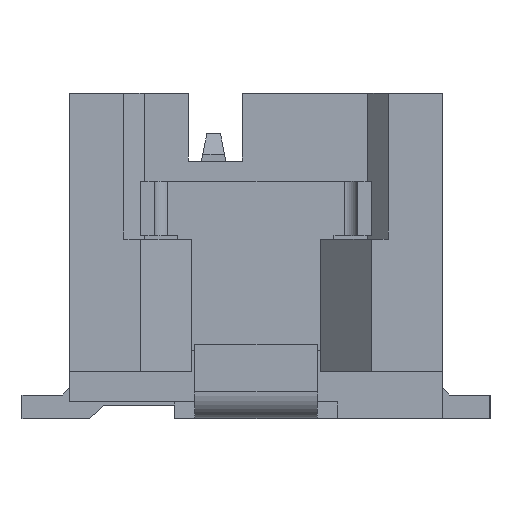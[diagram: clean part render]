
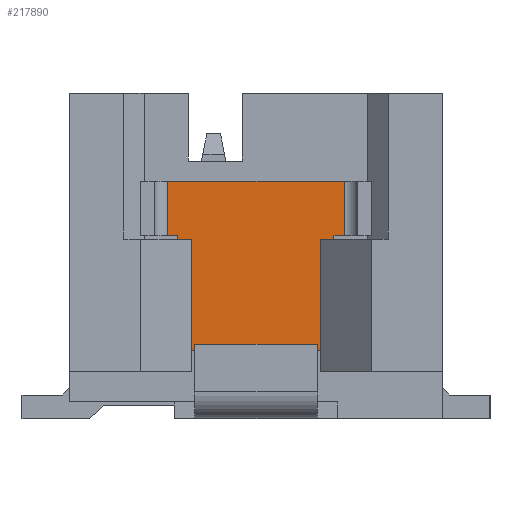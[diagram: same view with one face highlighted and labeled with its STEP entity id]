
A CAD part, left-side view. The second image highlights one B-rep face of the part: STEP entity #217890.
In plain terms, the highlighted planar face has unit normal (-1, 0, 0).
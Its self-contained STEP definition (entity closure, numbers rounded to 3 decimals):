
#73030=CARTESIAN_POINT('',(-28.274,-2.919,0.4));
#73040=DIRECTION('',(0.,1.,0.));
#73050=VECTOR('',#73040,1.);
#73060=LINE('',#73030,#73050);
#73070=CARTESIAN_POINT('',(-28.274,-2.119,0.4));
#73080=VERTEX_POINT('',#73070);
#73090=CARTESIAN_POINT('',(-28.274,-1.469,0.4));
#73100=VERTEX_POINT('',#73090);
#73110=EDGE_CURVE('',#73080,#73100,#73060,.T.);
#113660=CARTESIAN_POINT('',(-28.274,-2.119,2.03));
#113670=DIRECTION('',(0.,0.,1.));
#113680=VECTOR('',#113670,1.);
#113690=LINE('',#113660,#113680);
#113700=CARTESIAN_POINT('',(-28.274,-2.119,1.));
#113710=VERTEX_POINT('',#113700);
#113720=EDGE_CURVE('',#73080,#113710,#113690,.T.);
#149940=CARTESIAN_POINT('',(-28.274,-2.419,2.));
#149950=VERTEX_POINT('',#149940);
#149980=CARTESIAN_POINT('',(-28.274,-0.702,2.));
#149990=DIRECTION('',(0.,1.,0.));
#150000=VECTOR('',#149990,1.);
#150010=LINE('',#149980,#150000);
#150020=CARTESIAN_POINT('',(-28.274,-2.369,2.));
#150030=VERTEX_POINT('',#150020);
#150040=EDGE_CURVE('',#149950,#150030,#150010,.T.);
#163080=CARTESIAN_POINT('',(-28.274,-2.419,1.5));
#163090=VERTEX_POINT('',#163080);
#163120=CARTESIAN_POINT('',(-28.274,-0.702,1.5));
#163130=DIRECTION('',(0.,1.,0.));
#163140=VECTOR('',#163130,1.);
#163150=LINE('',#163120,#163140);
#163160=CARTESIAN_POINT('',(-28.274,-2.369,1.5));
#163170=VERTEX_POINT('',#163160);
#163180=EDGE_CURVE('',#163090,#163170,#163150,.T.);
#185070=CARTESIAN_POINT('',(-28.274,-2.419,1.25));
#185080=VERTEX_POINT('',#185070);
#185110=CARTESIAN_POINT('',(-28.274,-2.419,0.));
#185120=DIRECTION('',(0.,0.,-1.));
#185130=VECTOR('',#185120,1.);
#185140=LINE('',#185110,#185130);
#185150=EDGE_CURVE('',#163090,#185080,#185140,.T.);
#185230=CARTESIAN_POINT('',(-28.274,-2.419,1.667));
#185240=VERTEX_POINT('',#185230);
#185270=EDGE_CURVE('',#149950,#185240,#185140,.T.);
#189650=CARTESIAN_POINT('',(-28.274,-0.319,1.));
#189660=VERTEX_POINT('',#189650);
#189690=CARTESIAN_POINT('',(-28.274,-0.319,2.03));
#189700=DIRECTION('',(0.,0.,-1.));
#189710=VECTOR('',#189700,1.);
#189720=LINE('',#189690,#189710);
#189730=CARTESIAN_POINT('',(-28.274,-0.319,0.4));
#189740=VERTEX_POINT('',#189730);
#189750=EDGE_CURVE('',#189660,#189740,#189720,.T.);
#214100=CARTESIAN_POINT('',(-28.274,-0.702,1.));
#214110=DIRECTION('',(0.,-1.,0.));
#214120=VECTOR('',#214110,1.);
#214130=LINE('',#214100,#214120);
#214140=CARTESIAN_POINT('',(-28.274,-0.219,
1.));
#214150=VERTEX_POINT('',#214140);
#214160=EDGE_CURVE('',#214150,#189660,#214130,.T.);
#214380=CARTESIAN_POINT('',(-28.274,-0.969,0.4));
#214390=VERTEX_POINT('',#214380);
#216300=CARTESIAN_POINT('',(-28.274,-2.919,3.5));
#216310=DIRECTION('',(-1.,0.,0.));
#216320=DIRECTION('',(0.,0.,1.));
#216330=AXIS2_PLACEMENT_3D('',#216300,#216310,#216320);
#216340=PLANE('',#216330);
#216350=ORIENTED_EDGE('',*,*,#113720,.T.);
#216360=ORIENTED_EDGE('',*,*,#73110,.F.);
#216370=CARTESIAN_POINT('',(-28.274,-2.588,0.4));
#216380=DIRECTION('',(0.,-1.,0.));
#216390=VECTOR('',#216380,1.);
#216400=LINE('',#216370,#216390);
#216410=EDGE_CURVE('',#214390,#73100,#216400,.T.);
#216420=ORIENTED_EDGE('',*,*,#216410,.T.);
#216430=EDGE_CURVE('',#214390,#189740,#73060,.T.);
#216440=ORIENTED_EDGE('',*,*,#216430,.F.);
#216450=ORIENTED_EDGE('',*,*,#189750,.T.);
#216460=ORIENTED_EDGE('',*,*,#214160,.T.);
#216470=CARTESIAN_POINT('',(-28.274,-0.233,1.2));
#216480=DIRECTION('',(-1.,0.,0.));
#216490=DIRECTION('',(0.,-1.,0.));
#216500=AXIS2_PLACEMENT_3D('',#216470,#216480,#216490);
#216510=CIRCLE('',#216500,0.2);
#216520=CARTESIAN_POINT('',(-28.274,-0.037,
1.161));
#216530=VERTEX_POINT('',#216520);
#216540=EDGE_CURVE('',#216530,#214150,#216510,.T.);
#216550=ORIENTED_EDGE('',*,*,#216540,.T.);
#216560=CARTESIAN_POINT('',(-28.274,0.137,2.03));
#216570=DIRECTION('',(0.,-0.196,
-0.981));
#216580=VECTOR('',#216570,1.);
#216590=LINE('',#216560,#216580);
#216600=CARTESIAN_POINT('',(-28.274,-0.019,1.25));
#216610=VERTEX_POINT('',#216600);
#216620=EDGE_CURVE('',#216610,#216530,#216590,.T.);
#216630=ORIENTED_EDGE('',*,*,#216620,.T.);
#216640=CARTESIAN_POINT('',(-28.274,-0.019,0.));
#216650=DIRECTION('',(0.,0.,1.));
#216660=VECTOR('',#216650,1.);
#216670=LINE('',#216640,#216660);
#216680=CARTESIAN_POINT('',(-28.274,-0.019,1.5));
#216690=VERTEX_POINT('',#216680);
#216700=EDGE_CURVE('',#216610,#216690,#216670,.T.);
#216710=ORIENTED_EDGE('',*,*,#216700,.F.);
#216720=CARTESIAN_POINT('',(-28.274,-0.702,1.5));
#216730=DIRECTION('',(0.,1.,0.));
#216740=VECTOR('',#216730,1.);
#216750=LINE('',#216720,#216740);
#216760=CARTESIAN_POINT('',(-28.274,-0.069,1.5));
#216770=VERTEX_POINT('',#216760);
#216780=EDGE_CURVE('',#216770,#216690,#216750,.T.);
#216790=ORIENTED_EDGE('',*,*,#216780,.T.);
#216800=CARTESIAN_POINT('',(-28.274,0.09,2.03));
#216810=DIRECTION('',(0.,-0.287,
-0.958));
#216820=VECTOR('',#216810,1.);
#216830=LINE('',#216800,#216820);
#216840=CARTESIAN_POINT('',(-28.274,-0.019,
1.667));
#216850=VERTEX_POINT('',#216840);
#216860=EDGE_CURVE('',#216850,#216770,#216830,.T.);
#216870=ORIENTED_EDGE('',*,*,#216860,.T.);
#216880=CARTESIAN_POINT('',(-28.274,-0.019,2.));
#216890=VERTEX_POINT('',#216880);
#216900=EDGE_CURVE('',#216850,#216890,#216670,.T.);
#216910=ORIENTED_EDGE('',*,*,#216900,.F.);
#216920=CARTESIAN_POINT('',(-28.274,-0.702,2.));
#216930=DIRECTION('',(0.,1.,0.));
#216940=VECTOR('',#216930,1.);
#216950=LINE('',#216920,#216940);
#216960=CARTESIAN_POINT('',(-28.274,-0.069,2.));
#216970=VERTEX_POINT('',#216960);
#216980=EDGE_CURVE('',#216970,#216890,#216950,.T.);
#216990=ORIENTED_EDGE('',*,*,#216980,.T.);
#217000=CARTESIAN_POINT('',(-28.274,-0.069,2.03));
#217010=DIRECTION('',(0.,0.,-1.));
#217020=VECTOR('',#217010,1.);
#217030=LINE('',#217000,#217020);
#217040=CARTESIAN_POINT('',(-28.274,-0.069,2.7));
#217050=VERTEX_POINT('',#217040);
#217060=EDGE_CURVE('',#217050,#216970,#217030,.T.);
#217070=ORIENTED_EDGE('',*,*,#217060,.T.);
#217080=CARTESIAN_POINT('',(-28.274,-2.588,2.7));
#217090=DIRECTION('',(0.,-1.,0.));
#217100=VECTOR('',#217090,1.);
#217110=LINE('',#217080,#217100);
#217120=CARTESIAN_POINT('',(-28.274,0.081,2.7));
#217130=VERTEX_POINT('',#217120);
#217140=EDGE_CURVE('',#217130,#217050,#217110,.T.);
#217150=ORIENTED_EDGE('',*,*,#217140,.T.);
#217160=CARTESIAN_POINT('',(-28.274,0.081,
0.05));
#217170=DIRECTION('',(0.,0.,-1.));
#217180=VECTOR('',#217170,1.);
#217190=LINE('',#217160,#217180);
#217200=CARTESIAN_POINT('',(-28.274,0.081,3.5));
#217210=VERTEX_POINT('',#217200);
#217220=EDGE_CURVE('',#217210,#217130,#217190,.T.);
#217230=ORIENTED_EDGE('',*,*,#217220,.T.);
#217240=CARTESIAN_POINT('',(-28.274,-2.588,3.5));
#217250=DIRECTION('',(0.,-1.,0.));
#217260=VECTOR('',#217250,1.);
#217270=LINE('',#217240,#217260);
#217280=CARTESIAN_POINT('',(-28.274,-2.519,3.5));
#217290=VERTEX_POINT('',#217280);
#217300=EDGE_CURVE('',#217210,#217290,#217270,.T.);
#217310=ORIENTED_EDGE('',*,*,#217300,.F.);
#217320=CARTESIAN_POINT('',(-28.274,-2.519,0.05));
#217330=DIRECTION('',(0.,0.,1.));
#217340=VECTOR('',#217330,1.);
#217350=LINE('',#217320,#217340);
#217360=CARTESIAN_POINT('',(-28.274,-2.519,2.7));
#217370=VERTEX_POINT('',#217360);
#217380=EDGE_CURVE('',#217370,#217290,#217350,.T.);
#217390=ORIENTED_EDGE('',*,*,#217380,.T.);
#217400=CARTESIAN_POINT('',(-28.274,-2.588,2.7));
#217410=DIRECTION('',(0.,-1.,0.));
#217420=VECTOR('',#217410,1.);
#217430=LINE('',#217400,#217420);
#217440=CARTESIAN_POINT('',(-28.274,-2.369,2.7));
#217450=VERTEX_POINT('',#217440);
#217460=EDGE_CURVE('',#217450,#217370,#217430,.T.);
#217470=ORIENTED_EDGE('',*,*,#217460,.T.);
#217480=CARTESIAN_POINT('',(-28.274,-2.369,2.03));
#217490=DIRECTION('',(0.,0.,1.));
#217500=VECTOR('',#217490,1.);
#217510=LINE('',#217480,#217500);
#217520=EDGE_CURVE('',#150030,#217450,#217510,.T.);
#217530=ORIENTED_EDGE('',*,*,#217520,.T.);
#217540=ORIENTED_EDGE('',*,*,#150040,.T.);
#217550=ORIENTED_EDGE('',*,*,#185270,.F.);
#217560=CARTESIAN_POINT('',(-28.274,-2.528,2.03));
#217570=DIRECTION('',(0.,-0.287,
0.958));
#217580=VECTOR('',#217570,1.);
#217590=LINE('',#217560,#217580);
#217600=EDGE_CURVE('',#163170,#185240,#217590,.T.);
#217610=ORIENTED_EDGE('',*,*,#217600,.T.);
#217620=ORIENTED_EDGE('',*,*,#163180,.T.);
#217630=ORIENTED_EDGE('',*,*,#185150,.F.);
#217640=CARTESIAN_POINT('',(-28.274,-2.575,2.03));
#217650=DIRECTION('',(0.,-0.196,
0.981));
#217660=VECTOR('',#217650,1.);
#217670=LINE('',#217640,#217660);
#217680=CARTESIAN_POINT('',(-28.274,-2.401,
1.161));
#217690=VERTEX_POINT('',#217680);
#217700=EDGE_CURVE('',#217690,#185080,#217670,.T.);
#217710=ORIENTED_EDGE('',*,*,#217700,.T.);
#217720=CARTESIAN_POINT('',(-28.274,-2.205,1.2));
#217730=DIRECTION('',(1.,0.,0.));
#217740=DIRECTION('',(0.,1.,0.));
#217750=AXIS2_PLACEMENT_3D('',#217720,#217730,#217740);
#217760=CIRCLE('',#217750,0.2);
#217770=CARTESIAN_POINT('',(-28.274,-2.219,1.
));
#217780=VERTEX_POINT('',#217770);
#217790=EDGE_CURVE('',#217690,#217780,#217760,.T.);
#217800=ORIENTED_EDGE('',*,*,#217790,.F.);
#217810=CARTESIAN_POINT('',(-28.274,-0.702,1.));
#217820=DIRECTION('',(0.,-1.,0.));
#217830=VECTOR('',#217820,1.);
#217840=LINE('',#217810,#217830);
#217850=EDGE_CURVE('',#113710,#217780,#217840,.T.);
#217860=ORIENTED_EDGE('',*,*,#217850,.T.);
#217870=EDGE_LOOP('',(#217860,#217800,#217710,#217630,#217620,#217610,
#217550,#217540,#217530,#217470,#217390,#217310,#217230,#217150,#217070,
#216990,#216910,#216870,#216790,#216710,#216630,#216550,#216460,#216450,
#216440,#216420,#216360,#216350));
#217880=FACE_OUTER_BOUND('',#217870,.T.);
#217890=ADVANCED_FACE('',(#217880),#216340,.T.);
